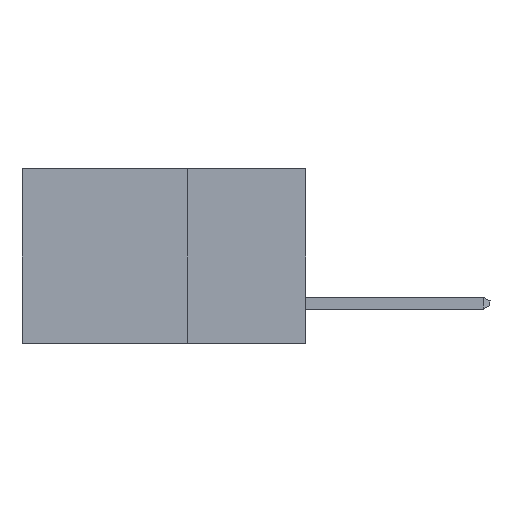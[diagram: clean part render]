
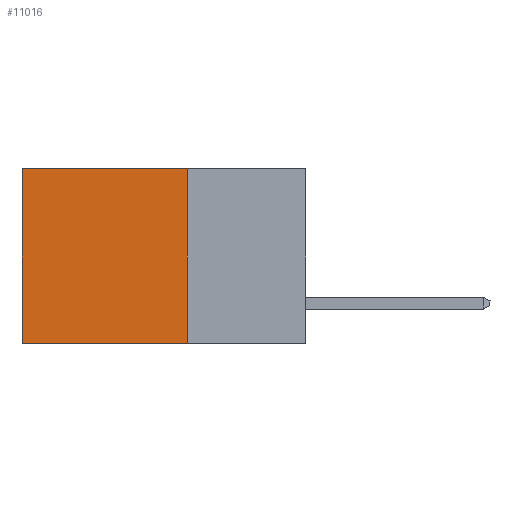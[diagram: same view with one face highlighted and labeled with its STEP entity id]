
A CAD part, left-side view. The second image highlights one B-rep face of the part: STEP entity #11016.
In plain terms, the highlighted planar face has unit normal (-1, 0, 0).
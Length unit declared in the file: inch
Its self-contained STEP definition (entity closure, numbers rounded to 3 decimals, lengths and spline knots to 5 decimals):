
#716 = DIRECTION ( 'NONE',  ( 0., 0., -1. ) ) ;
#1472 = CARTESIAN_POINT ( 'NONE',  ( 0.2615, 0.25, 0. ) ) ;
#4527 = FACE_OUTER_BOUND ( 'NONE', #6716, .T. ) ;
#4544 = LINE ( 'NONE', #8910, #14996 ) ;
#5218 = CARTESIAN_POINT ( 'NONE',  ( 0.2615, 0.6, -0.37 ) ) ;
#5931 = VERTEX_POINT ( 'NONE', #9963 ) ;
#6560 = VECTOR ( 'NONE', #25990, 39.37008 ) ;
#6716 = EDGE_LOOP ( 'NONE', ( #16157, #16504, #8565, #18482 ) ) ;
#7396 = VERTEX_POINT ( 'NONE', #17510 ) ;
#8565 = ORIENTED_EDGE ( 'NONE', *, *, #24360, .F. ) ;
#8910 = CARTESIAN_POINT ( 'NONE',  ( 0.2615, 0.25, -0.37 ) ) ;
#9469 = VECTOR ( 'NONE', #13316, 39.37008 ) ;
#9963 = CARTESIAN_POINT ( 'NONE',  ( 0.2615, 0.6, 0. ) ) ;
#11016 = ADVANCED_FACE ( 'NONE', ( #4527 ), #16989, .F. ) ;
#11955 = VERTEX_POINT ( 'NONE', #25381 ) ;
#13269 = DIRECTION ( 'NONE',  ( 1., 0., 0. ) ) ;
#13316 = DIRECTION ( 'NONE',  ( 0., 0., -1. ) ) ;
#13447 = LINE ( 'NONE', #5218, #9469 ) ;
#13781 = LINE ( 'NONE', #1472, #6560 ) ;
#14996 = VECTOR ( 'NONE', #20986, 39.37008 ) ;
#16157 = ORIENTED_EDGE ( 'NONE', *, *, #19686, .T. ) ;
#16504 = ORIENTED_EDGE ( 'NONE', *, *, #19926, .F. ) ;
#16989 = PLANE ( 'NONE',  #22088 ) ;
#17510 = CARTESIAN_POINT ( 'NONE',  ( 0.2615, 0.6, -0.37 ) ) ;
#18482 = ORIENTED_EDGE ( 'NONE', *, *, #21933, .T. ) ;
#18872 = LINE ( 'NONE', #19131, #19312 ) ;
#19131 = CARTESIAN_POINT ( 'NONE',  ( 0.2615, 0.25, -0.37 ) ) ;
#19312 = VECTOR ( 'NONE', #716, 39.37008 ) ;
#19686 = EDGE_CURVE ( 'NONE', #5931, #7396, #13447, .T. ) ;
#19926 = EDGE_CURVE ( 'NONE', #20581, #7396, #4544, .T. ) ;
#20581 = VERTEX_POINT ( 'NONE', #26091 ) ;
#20986 = DIRECTION ( 'NONE',  ( 0., 1., 0. ) ) ;
#21494 = DIRECTION ( 'NONE',  ( 0., 0., -1. ) ) ;
#21933 = EDGE_CURVE ( 'NONE', #11955, #5931, #13781, .T. ) ;
#22088 = AXIS2_PLACEMENT_3D ( 'NONE', #25081, #13269, #21494 ) ;
#24360 = EDGE_CURVE ( 'NONE', #11955, #20581, #18872, .T. ) ;
#25081 = CARTESIAN_POINT ( 'NONE',  ( 0.2615, 0.25, -0.37 ) ) ;
#25381 = CARTESIAN_POINT ( 'NONE',  ( 0.2615, 0.25, 0. ) ) ;
#25990 = DIRECTION ( 'NONE',  ( 0., 1., 0. ) ) ;
#26091 = CARTESIAN_POINT ( 'NONE',  ( 0.2615, 0.25, -0.37 ) ) ;
